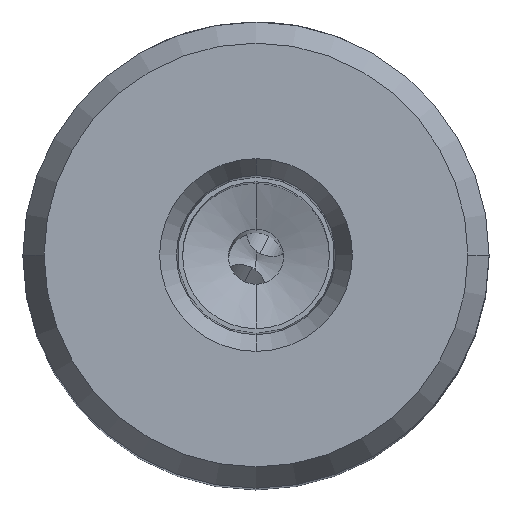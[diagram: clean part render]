
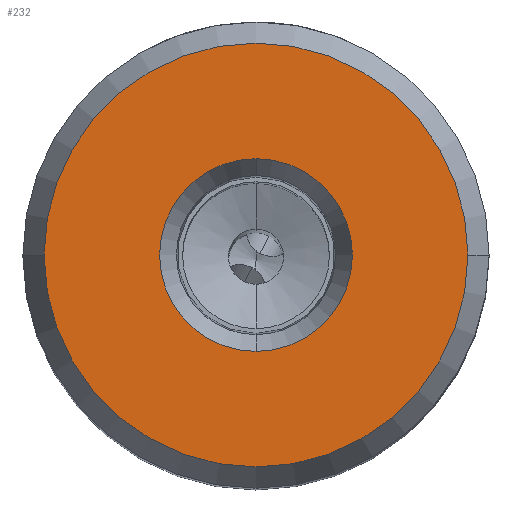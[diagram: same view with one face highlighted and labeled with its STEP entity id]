
A CAD part, top view. The second image highlights one B-rep face of the part: STEP entity #232.
In plain terms, the highlighted planar face has unit normal (0, 0, 1).
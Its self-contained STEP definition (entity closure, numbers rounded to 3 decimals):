
#44=FACE_BOUND('',#533,.T.);
#45=FACE_BOUND('',#534,.T.);
#70=PLANE('',#2912);
#232=ADVANCED_FACE('',(#44,#45),#70,.T.);
#533=EDGE_LOOP('',(#1192,#1193));
#534=EDGE_LOOP('',(#1194,#1195));
#641=CIRCLE('',#2906,5.25);
#642=CIRCLE('',#2908,5.25);
#643=CIRCLE('',#2910,11.545);
#644=CIRCLE('',#2911,11.545);
#1192=ORIENTED_EDGE('',*,*,#2224,.F.);
#1193=ORIENTED_EDGE('',*,*,#2227,.F.);
#1194=ORIENTED_EDGE('',*,*,#2228,.F.);
#1195=ORIENTED_EDGE('',*,*,#2229,.F.);
#1875=VERTEX_POINT('',#7638);
#1876=VERTEX_POINT('',#7639);
#1877=VERTEX_POINT('',#7646);
#1878=VERTEX_POINT('',#7647);
#2224=EDGE_CURVE('',#1875,#1876,#641,.T.);
#2227=EDGE_CURVE('',#1876,#1875,#642,.T.);
#2228=EDGE_CURVE('',#1877,#1878,#643,.T.);
#2229=EDGE_CURVE('',#1878,#1877,#644,.T.);
#2906=AXIS2_PLACEMENT_3D('',#7637,#3223,#3224);
#2908=AXIS2_PLACEMENT_3D('',#7643,#3229,#3230);
#2910=AXIS2_PLACEMENT_3D('',#7645,#3233,#3234);
#2911=AXIS2_PLACEMENT_3D('',#7648,#3235,#3236);
#2912=AXIS2_PLACEMENT_3D('',#7649,#3237,#3238);
#3223=DIRECTION('',(0.,0.,1.));
#3224=DIRECTION('',(0.,-1.,0.));
#3229=DIRECTION('',(0.,0.,1.));
#3230=DIRECTION('',(0.,1.,0.));
#3233=DIRECTION('',(0.,0.,-1.));
#3234=DIRECTION('',(-1.,0.,0.));
#3235=DIRECTION('',(0.,0.,-1.));
#3236=DIRECTION('',(1.,0.,0.));
#3237=DIRECTION('',(0.,0.,1.));
#3238=DIRECTION('',(1.,0.,0.));
#7637=CARTESIAN_POINT('',(0.,0.,28.65));
#7638=CARTESIAN_POINT('',(0.,-5.25,28.65));
#7639=CARTESIAN_POINT('',(0.,5.25,28.65));
#7643=CARTESIAN_POINT('',(0.,0.,28.65));
#7645=CARTESIAN_POINT('',(0.,0.,28.65));
#7646=CARTESIAN_POINT('',(-11.545,0.,28.65));
#7647=CARTESIAN_POINT('',(11.545,0.,28.65));
#7648=CARTESIAN_POINT('',(0.,0.,28.65));
#7649=CARTESIAN_POINT('',(0.,0.,28.65));
